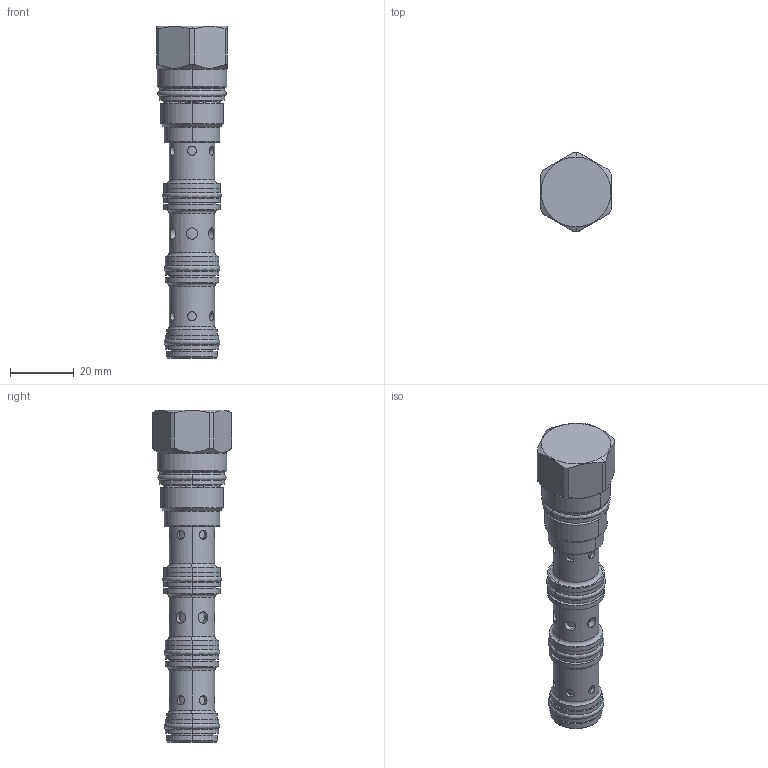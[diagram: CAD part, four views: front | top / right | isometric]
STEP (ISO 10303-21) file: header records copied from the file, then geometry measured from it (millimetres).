
FILE_DESCRIPTION((''),'2;1');
FILE_NAME('FSCD-XAN_PRT','2014-10-08T',('Administrator'),(''),'PRO/ENGINEER BY PARAMETRIC TECHNOLOGY CORPORATION, 2006240','PRO/ENGINEER BY PARAMETRIC TECHNOLOGY CORPORATION, 2006240','');
FILE_SCHEMA(('CONFIG_CONTROL_DESIGN'));
Length unit declared in the file: inch
Products named in the file (1): FSCD-XAN_PRT
Bounding box: 22.23 x 24.84 x 103.96 mm (x, y, z)
Volume: 22156.2 mm3; surface area: 14882.4 mm2
Topology: 6 solids, 6 shells, 432 faces, 1004 edges, 616 vertices
Faces by surface type: cylinder 208, torus 98, plane 86, cone 24, revolution 16
Entity records: 16318 total; most frequent: CARTESIAN_POINT 6220, DIRECTION 2176, ORIENTED_EDGE 2000, EDGE_CURVE 1000, AXIS2_PLACEMENT_3D 936, VERTEX_POINT 616, EDGE_LOOP 564, CIRCLE 520
